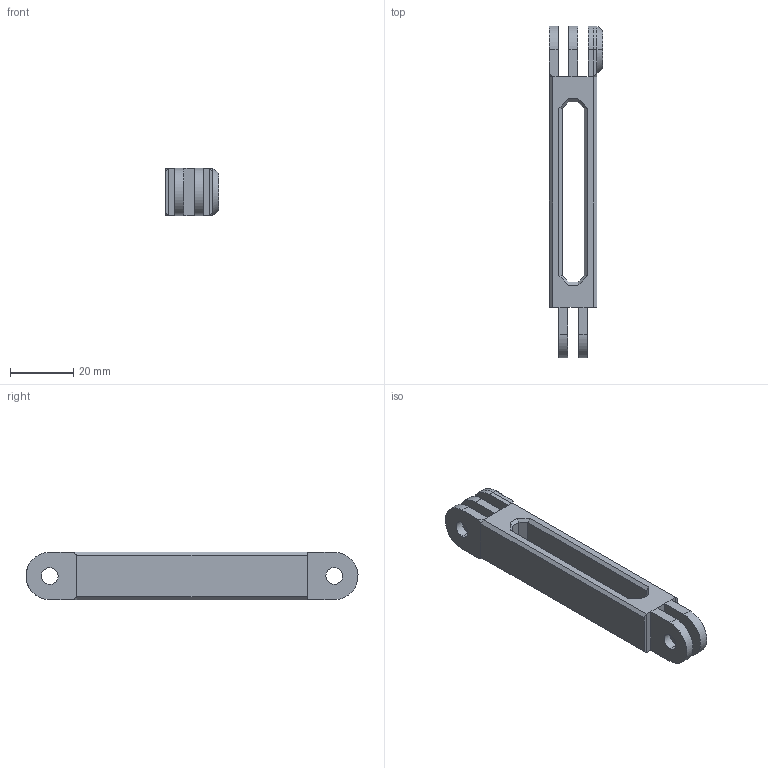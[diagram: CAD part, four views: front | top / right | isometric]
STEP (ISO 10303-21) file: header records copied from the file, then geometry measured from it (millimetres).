
FILE_DESCRIPTION(/* description */ (''),/* implementation_level */ '2;1');
FILE_NAME(/* name */ 'ARMLEG~3',/* time_stamp */ '2019-07-28T13:51:03+10:00',/* author */ (''),/* organization */ (''),/* preprocessor_version */ 'ST-DEVELOPER v15',/* originating_system */ '',/* authorisation */ '');
FILE_SCHEMA (('AUTOMOTIVE_DESIGN'));
Length unit declared in the file: millimetre
Products named in the file (1): Document
Bounding box: 16.8 x 104.97 x 15 mm (x, y, z)
Volume: 13121.2 mm3; surface area: 8218.8 mm2
Topology: 1 solids, 1 shells, 97 faces, 226 edges, 132 vertices
Faces by surface type: plane 71, bspline 26
Entity records: 2556 total; most frequent: CARTESIAN_POINT 1002, ORIENTED_EDGE 452, EDGE_CURVE 226, B_SPLINE_CURVE_WITH_KNOTS 181, VERTEX_POINT 132, EDGE_LOOP 110, ADVANCED_FACE 97, FACE_OUTER_BOUND 97
